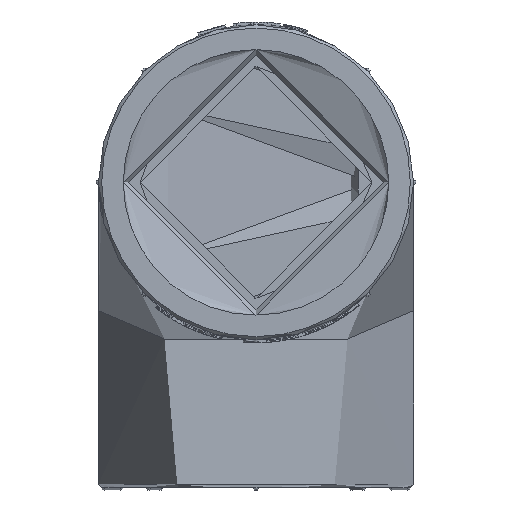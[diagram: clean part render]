
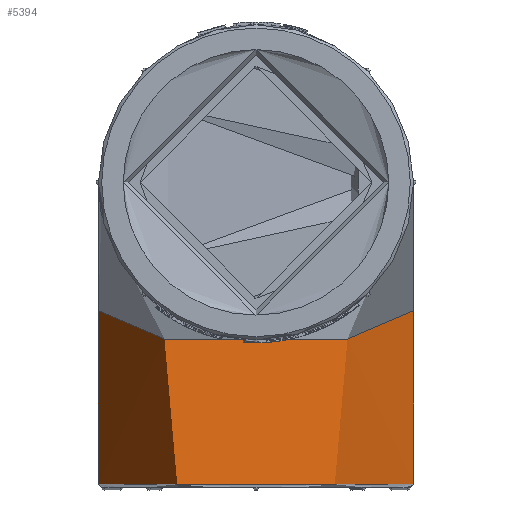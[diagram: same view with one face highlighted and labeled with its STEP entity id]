
A CAD part, front view. The second image highlights one B-rep face of the part: STEP entity #5394.
In plain terms, the highlighted cylindrical face has radius 14.25 mm (diameter 28.5 mm), a full revolution.
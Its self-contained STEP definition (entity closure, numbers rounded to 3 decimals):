
#1751=FACE_BOUND('',#9470,.T.);
#1752=FACE_BOUND('',#9471,.T.);
#1839=CYLINDRICAL_SURFACE('',#36302,14.25);
#5263=B_SPLINE_CURVE_WITH_KNOTS('',3,(#57782,#57783,#57784,#57785,#57786,
#57787),.UNSPECIFIED.,.F.,.F.,(4,2,4),(0.,0.5,1.),.UNSPECIFIED.);
#5264=B_SPLINE_CURVE_WITH_KNOTS('',3,(#57789,#57790,#57791,#57792,#57793,
#57794,#57795,#57796,#57797,#57798,#57799,#57800,#57801,#57802,#57803,#57804,
#57805,#57806,#57807,#57808,#57809,#57810,#57811,#57812,#57813,#57814,#57815,
#57816,#57817,#57818,#57819,#57820,#57821,#57822),.UNSPECIFIED.,.F.,.F.,
(4,2,2,2,2,2,2,2,2,2,2,2,2,2,2,2,4),(0.,0.25,0.281,
0.297,0.313,0.375,0.5,
0.563,0.57,0.578,0.594,
0.625,0.75,0.781,0.813,
0.875,1.),.UNSPECIFIED.);
#5265=B_SPLINE_CURVE_WITH_KNOTS('',3,(#57824,#57825,#57826,#57827,#57828,
#57829),.UNSPECIFIED.,.F.,.F.,(4,2,4),(0.,0.5,1.),.UNSPECIFIED.);
#5394=ADVANCED_FACE('',(#1751,#1752),#1839,.T.);
#9470=EDGE_LOOP('',(#11940));
#9471=EDGE_LOOP('',(#11941,#11942,#11943,#11944));
#11537=CIRCLE('',#36298,14.25);
#11538=CIRCLE('',#36300,14.25);
#11940=ORIENTED_EDGE('',*,*,#26825,.T.);
#11941=ORIENTED_EDGE('',*,*,#26834,.F.);
#11942=ORIENTED_EDGE('',*,*,#26833,.F.);
#11943=ORIENTED_EDGE('',*,*,#26826,.F.);
#11944=ORIENTED_EDGE('',*,*,#26835,.F.);
#23069=VERTEX_POINT('',#57449);
#23070=VERTEX_POINT('',#57452);
#23071=VERTEX_POINT('',#57453);
#23076=VERTEX_POINT('',#57788);
#23077=VERTEX_POINT('',#57823);
#26825=EDGE_CURVE('',#23069,#23069,#11537,.T.);
#26826=EDGE_CURVE('',#23070,#23071,#11538,.T.);
#26833=EDGE_CURVE('',#23071,#23076,#5263,.T.);
#26834=EDGE_CURVE('',#23076,#23077,#5264,.T.);
#26835=EDGE_CURVE('',#23077,#23070,#5265,.T.);
#36298=AXIS2_PLACEMENT_3D('',#57448,#40260,#40261);
#36300=AXIS2_PLACEMENT_3D('',#57451,#40264,#40265);
#36302=AXIS2_PLACEMENT_3D('',#61625,#40268,#40269);
#40260=DIRECTION('',(0.,0.,1.));
#40261=DIRECTION('',(-1.,0.,0.));
#40264=DIRECTION('',(0.,0.,1.));
#40265=DIRECTION('',(1.,0.,0.));
#40268=DIRECTION('',(0.,0.,1.));
#40269=DIRECTION('',(1.,0.,0.));
#57448=CARTESIAN_POINT('',(0.,0.,
-13.951));
#57449=CARTESIAN_POINT('',(-14.25,0.,-13.951));
#57451=CARTESIAN_POINT('',(0.,0.,
1.75));
#57452=CARTESIAN_POINT('',(14.25,0.,1.75));
#57453=CARTESIAN_POINT('',(-14.25,0.,1.75));
#57782=CARTESIAN_POINT('',(-14.25,0.,1.75));
#57783=CARTESIAN_POINT('',(-14.25,-2.245,1.254));
#57784=CARTESIAN_POINT('',(-13.711,-4.49,0.758));
#57785=CARTESIAN_POINT('',(-11.653,-8.506,-0.13));
#57786=CARTESIAN_POINT('',(-10.133,-10.275,-0.521));
#57787=CARTESIAN_POINT('',(-8.277,-11.6,-0.814));
#57788=CARTESIAN_POINT('',(-8.277,-11.6,-0.814));
#57789=CARTESIAN_POINT('',(-8.277,-11.6,-0.814));
#57790=CARTESIAN_POINT('',(-7.195,-12.372,-0.985));
#57791=CARTESIAN_POINT('',(-5.899,-13.067,-1.143));
#57792=CARTESIAN_POINT('',(-4.209,-13.615,-1.266));
#57793=CARTESIAN_POINT('',(-4.018,-13.673,-1.279));
#57794=CARTESIAN_POINT('',(-3.727,-13.754,-1.297));
#57795=CARTESIAN_POINT('',(-3.727,-13.754,-1.297));
#57796=CARTESIAN_POINT('',(-3.692,-13.763,-1.299));
#57797=CARTESIAN_POINT('',(-3.67,-13.769,-1.3));
#57798=CARTESIAN_POINT('',(-3.539,-13.804,-1.308));
#57799=CARTESIAN_POINT('',(-3.366,-13.849,-1.317));
#57800=CARTESIAN_POINT('',(-2.638,-14.013,-1.351));
#57801=CARTESIAN_POINT('',(-1.869,-14.167,-1.383));
#57802=CARTESIAN_POINT('',(-0.279,-14.257,-1.4));
#57803=CARTESIAN_POINT('',(0.323,-14.262,-1.4));
#57804=CARTESIAN_POINT('',(1.077,-14.21,-1.386));
#57805=CARTESIAN_POINT('',(1.162,-14.203,-1.385));
#57806=CARTESIAN_POINT('',(1.333,-14.188,-1.381));
#57807=CARTESIAN_POINT('',(1.31,-14.19,-1.381));
#57808=CARTESIAN_POINT('',(1.364,-14.185,-1.38));
#57809=CARTESIAN_POINT('',(1.404,-14.181,-1.379));
#57810=CARTESIAN_POINT('',(1.538,-14.167,-1.376));
#57811=CARTESIAN_POINT('',(1.644,-14.155,-1.373));
#57812=CARTESIAN_POINT('',(2.261,-14.079,-1.356));
#57813=CARTESIAN_POINT('',(3.03,-13.964,-1.33));
#57814=CARTESIAN_POINT('',(4.288,-13.592,-1.248));
#57815=CARTESIAN_POINT('',(4.555,-13.506,-1.23));
#57816=CARTESIAN_POINT('',(5.113,-13.305,-1.186));
#57817=CARTESIAN_POINT('',(5.212,-13.264,-1.177));
#57818=CARTESIAN_POINT('',(5.703,-13.064,-1.134));
#57819=CARTESIAN_POINT('',(6.031,-12.916,-1.102));
#57820=CARTESIAN_POINT('',(7.008,-12.429,-0.996));
#57821=CARTESIAN_POINT('',(7.652,-12.046,-0.913));
#57822=CARTESIAN_POINT('',(8.277,-11.6,-0.814));
#57823=CARTESIAN_POINT('',(8.277,-11.6,-0.814));
#57824=CARTESIAN_POINT('',(8.277,-11.6,-0.814));
#57825=CARTESIAN_POINT('',(10.133,-10.275,-0.521));
#57826=CARTESIAN_POINT('',(11.653,-8.507,-0.13));
#57827=CARTESIAN_POINT('',(13.711,-4.49,0.758));
#57828=CARTESIAN_POINT('',(14.25,-2.245,1.254));
#57829=CARTESIAN_POINT('',(14.25,0.,1.75));
#61625=CARTESIAN_POINT('',(0.,0.,
-14.25));
